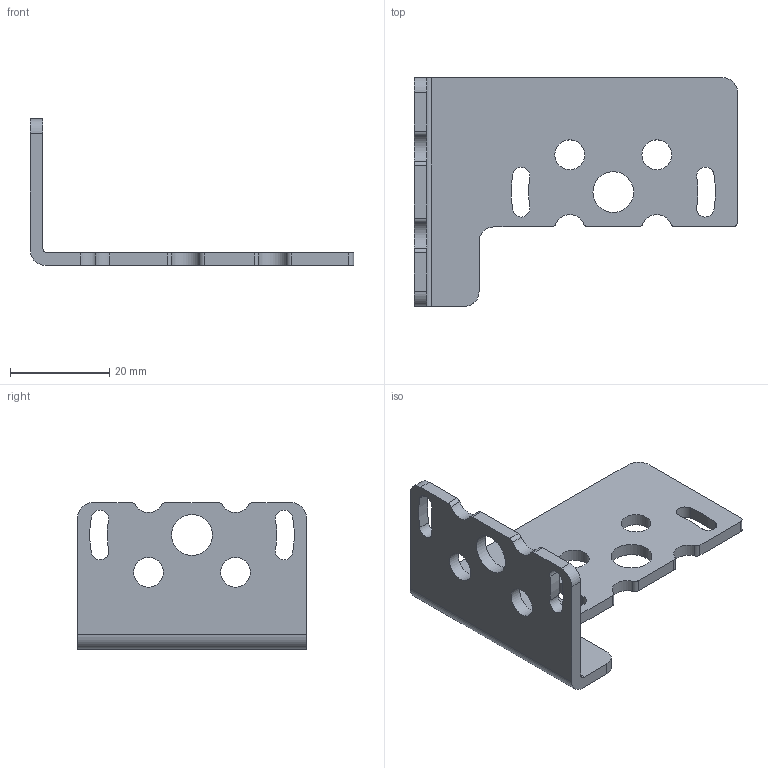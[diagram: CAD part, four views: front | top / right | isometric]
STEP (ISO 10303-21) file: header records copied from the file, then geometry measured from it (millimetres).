
FILE_DESCRIPTION (( 'STEP AP214' ), '1' );
FILE_NAME ('BK-22-000.STEP', '2022-04-21T18:39:53', ( '' ), ( '' ), 'SwSTEP 2.0', 'SolidWorks 2021', '' );
FILE_SCHEMA (( 'AUTOMOTIVE_DESIGN' ));
Length unit declared in the file: inch
Products named in the file (1): BK-22-000
Bounding box: 65 x 46 x 29.5 mm (x, y, z)
Volume: 7434.7 mm3; surface area: 7177.5 mm2
Topology: 1 solids, 1 shells, 56 faces, 162 edges, 108 vertices
Faces by surface type: cylinder 39, plane 14, bspline 3
Full cylindrical faces by diameter (mm): 6 x4, 8.2 x2
Entity records: 1943 total; most frequent: CARTESIAN_POINT 360, DIRECTION 336, ORIENTED_EDGE 312, EDGE_CURVE 156, AXIS2_PLACEMENT_3D 132, VERTEX_POINT 108, EDGE_LOOP 82, CIRCLE 78
